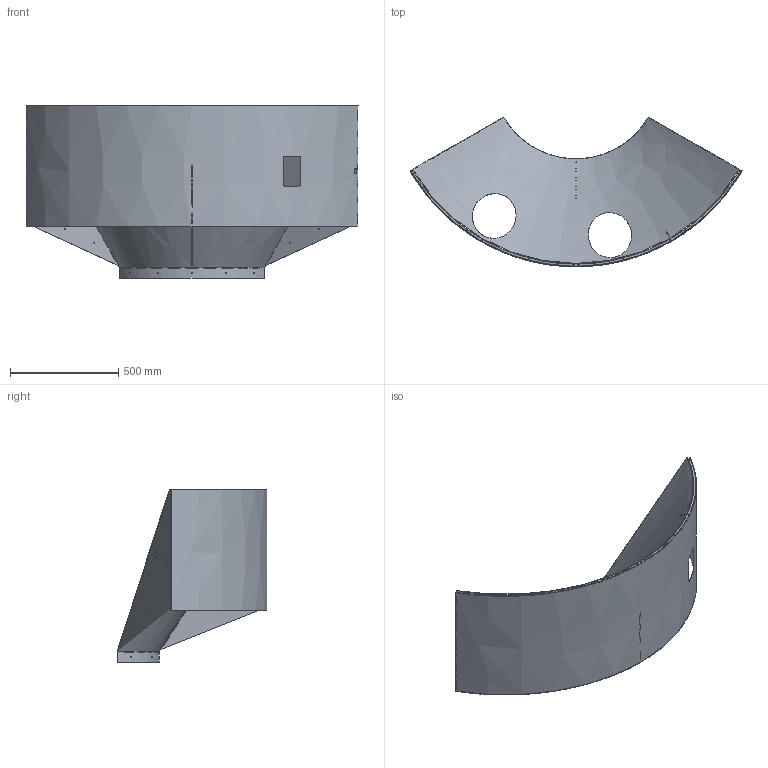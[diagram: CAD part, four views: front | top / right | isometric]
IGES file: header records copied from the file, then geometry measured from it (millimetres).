
Start section: SolidWorks IGES file using analytic representation for surfaces
Global section: file name: D0902654-v3 aLIGO_Manifold_Cryo_Baffle_Segment_Subassembly_Weldment, ITMX H1-H2, Right.IGS; native system: SolidWorks 2012; preprocessor: SolidWorks 2012; author: tnguyen; date: 120622.060831; units: inch
Bounding box: 1533.11 x 692.37 x 797.56 mm (x, y, z)
Surface area: 4984909.7 mm2 (no closed solid volume)
Topology: 0 solids, 0 shells, 493 faces, 6374 edges, 6374 vertices
Faces by surface type: revolution 303, bspline 190
